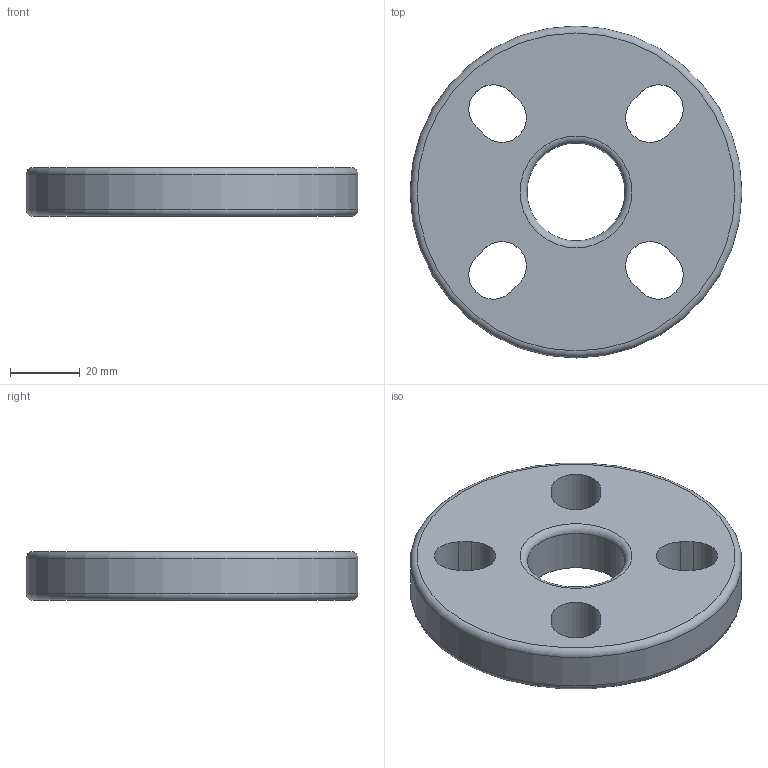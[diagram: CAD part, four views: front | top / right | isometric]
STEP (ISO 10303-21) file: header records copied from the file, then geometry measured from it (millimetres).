
FILE_DESCRIPTION(/* description */ (''),/* implementation_level */ '2;1');
FILE_NAME(/* name */ 'AC.020.UBR.stp',/* time_stamp */ '2015-08-17T09:58:22+01:00',/* author */ ('ben.gee'),/* organization */ ('CPV Limited'),/* preprocessor_version */ 'ST-DEVELOPER v15.2',/* originating_system */ 'Autodesk Inventor 2014',/* authorisation */ '');
FILE_SCHEMA (('AUTOMOTIVE_DESIGN { 1 0 10303 214 3 1 1 }'));
Length unit declared in the file: millimetre
Products named in the file (1): AC.020.UBR
Bounding box: 95 x 95 x 14 mm (x, y, z)
Volume: 78664.5 mm3; surface area: 18996.6 mm2
Topology: 1 solids, 1 shells, 23 faces, 60 edges, 39 vertices
Faces by surface type: cylinder 10, plane 10, torus 3
Full cylindrical faces by diameter (mm): 28 x1, 95 x1
Entity records: 732 total; most frequent: DIRECTION 126, CARTESIAN_POINT 118, ORIENTED_EDGE 110, EDGE_CURVE 55, AXIS2_PLACEMENT_3D 47, VERTEX_POINT 39, EDGE_LOOP 38, LINE 32
